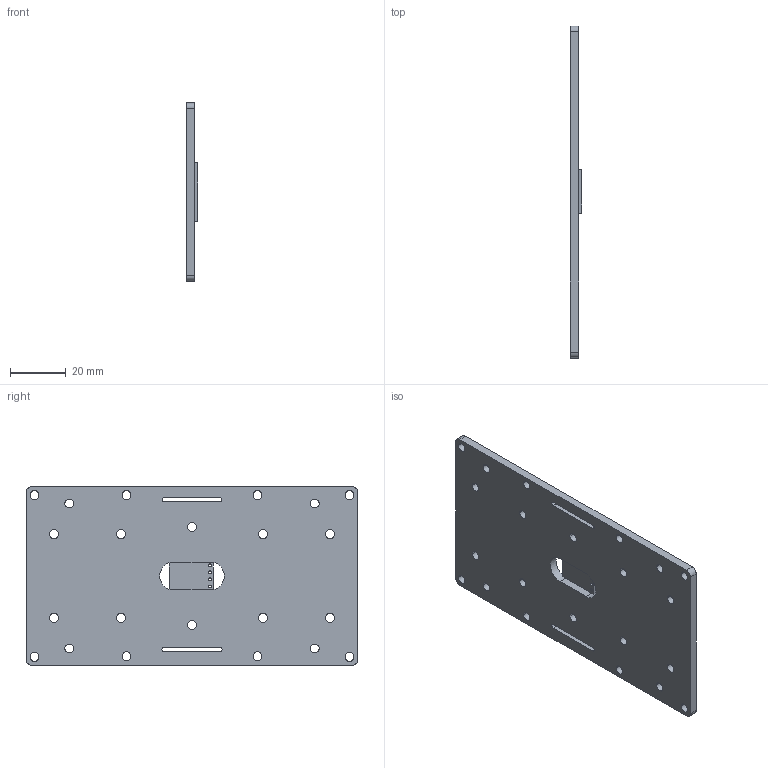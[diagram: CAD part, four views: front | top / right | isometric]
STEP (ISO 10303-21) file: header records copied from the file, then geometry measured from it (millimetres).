
FILE_DESCRIPTION(('FreeCAD Model'),'2;1');
FILE_NAME('balance_mpu6050.stp', '2017-12-01T17:18:16',('Author'),(''), 'Open CASCADE STEP processor 7.1','FreeCAD','Unknown');
FILE_SCHEMA(('AUTOMOTIVE_DESIGN { 1 0 10303 214 1 1 1 1 }'));
Length unit declared in the file: millimetre
Products named in the file (2): BalanceRobot; Mpu6050
Bounding box: 4.08 x 119 x 64 mm (x, y, z)
Volume: 21832.8 mm3; surface area: 17269.5 mm2
Topology: 2 solids, 2 shells, 92 faces, 264 edges, 176 vertices
Faces by surface type: cylinder 74, plane 18
Entity records: 7003 total; most frequent: CARTESIAN_POINT 1301, DIRECTION 1086, ORIENTED_EDGE 528, PCURVE 528, DEFINITIONAL_REPRESENTATION 528, LINE 496, VECTOR 496, EDGE_CURVE 264
